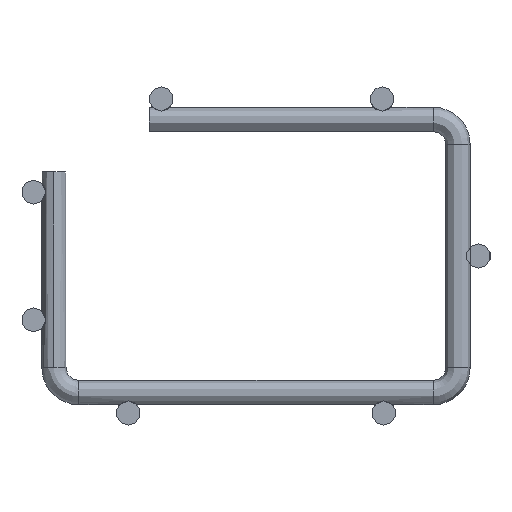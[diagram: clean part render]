
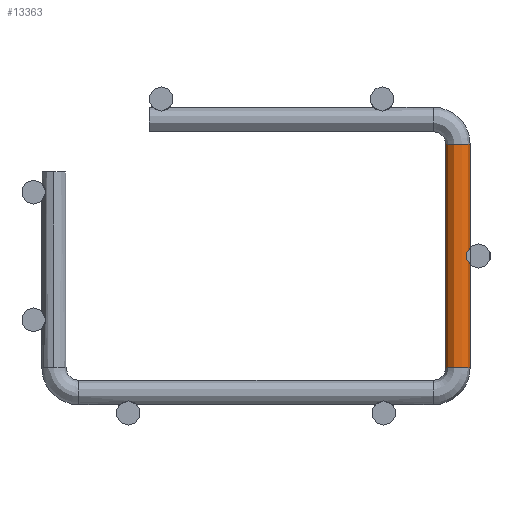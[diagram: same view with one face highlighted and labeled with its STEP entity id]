
A CAD part, left-side view. The second image highlights one B-rep face of the part: STEP entity #13363.
In plain terms, the highlighted cylindrical face has radius 1.9 mm (diameter 3.8 mm), a partial arc.
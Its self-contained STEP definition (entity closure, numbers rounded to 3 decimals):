
#157 = ORIENTED_EDGE ( 'NONE', *, *, #28535, .T. ) ;
#1924 = AXIS2_PLACEMENT_3D ( 'NONE', #8392, #12688, #6241 ) ;
#2142 = ORIENTED_EDGE ( 'NONE', *, *, #10649, .F. ) ;
#2251 = LINE ( 'NONE', #17062, #6457 ) ;
#3285 = VERTEX_POINT ( 'NONE', #7548 ) ;
#3557 = VERTEX_POINT ( 'NONE', #22358 ) ;
#3945 = EDGE_LOOP ( 'NONE', ( #2142, #12980, #157, #15746 ) ) ;
#4258 = EDGE_CURVE ( 'NONE', #28823, #3285, #17110, .T. ) ;
#4374 = VERTEX_POINT ( 'NONE', #15201 ) ;
#5430 = DIRECTION ( 'NONE',  ( 0., 0., 1. ) ) ;
#5447 = CIRCLE ( 'NONE', #1924, 1.9 ) ;
#5690 = FACE_OUTER_BOUND ( 'NONE', #3945, .T. ) ;
#6241 = DIRECTION ( 'NONE',  ( -1., 0., 0. ) ) ;
#6457 = VECTOR ( 'NONE', #16782, 1000. ) ;
#7548 = CARTESIAN_POINT ( 'NONE',  ( 0., 3.8, 17.5 ) ) ;
#7689 = LINE ( 'NONE', #25214, #24754 ) ;
#8392 = CARTESIAN_POINT ( 'NONE',  ( 0., 1.9, -17.5 ) ) ;
#10074 = EDGE_CURVE ( 'NONE', #3557, #4374, #5447, .T. ) ;
#10199 = CARTESIAN_POINT ( 'NONE',  ( 0., 1.9, 17.5 ) ) ;
#10542 = CYLINDRICAL_SURFACE ( 'NONE', #28865, 1.9 ) ;
#10649 = EDGE_CURVE ( 'NONE', #4374, #3285, #2251, .T. ) ;
#12688 = DIRECTION ( 'NONE',  ( 0., 0., -1. ) ) ;
#12980 = ORIENTED_EDGE ( 'NONE', *, *, #10074, .F. ) ;
#13363 = ADVANCED_FACE ( 'NONE', ( #5690 ), #10542, .T. ) ;
#15201 = CARTESIAN_POINT ( 'NONE',  ( 0., 3.8, -17.5 ) ) ;
#15746 = ORIENTED_EDGE ( 'NONE', *, *, #4258, .T. ) ;
#16782 = DIRECTION ( 'NONE',  ( 0., 0., 1. ) ) ;
#17062 = CARTESIAN_POINT ( 'NONE',  ( 0., 3.8, -17.5 ) ) ;
#17110 = CIRCLE ( 'NONE', #19376, 1.9 ) ;
#18583 = DIRECTION ( 'NONE',  ( 0., -1., 0. ) ) ;
#19233 = DIRECTION ( 'NONE',  ( -1., 0., 0. ) ) ;
#19376 = AXIS2_PLACEMENT_3D ( 'NONE', #10199, #21426, #19233 ) ;
#21426 = DIRECTION ( 'NONE',  ( 0., 0., -1. ) ) ;
#22358 = CARTESIAN_POINT ( 'NONE',  ( 0., 0., -17.5 ) ) ;
#23076 = CARTESIAN_POINT ( 'NONE',  ( 0., 1.9, -17.5 ) ) ;
#23355 = DIRECTION ( 'NONE',  ( 0., 0., 1. ) ) ;
#24754 = VECTOR ( 'NONE', #5430, 1000. ) ;
#25214 = CARTESIAN_POINT ( 'NONE',  ( 0., 0., -17.5 ) ) ;
#26162 = CARTESIAN_POINT ( 'NONE',  ( 0., 0., 17.5 ) ) ;
#28535 = EDGE_CURVE ( 'NONE', #3557, #28823, #7689, .T. ) ;
#28823 = VERTEX_POINT ( 'NONE', #26162 ) ;
#28865 = AXIS2_PLACEMENT_3D ( 'NONE', #23076, #23355, #18583 ) ;
